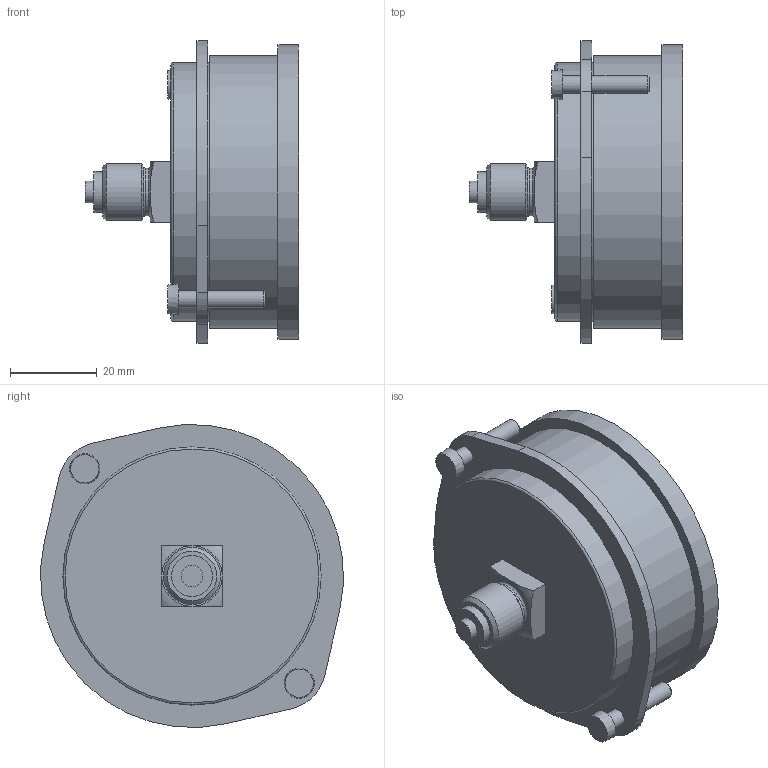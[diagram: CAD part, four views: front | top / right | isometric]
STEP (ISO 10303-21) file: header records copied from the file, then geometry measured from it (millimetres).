
FILE_DESCRIPTION(/* description */ ('STEP AP214'),/* implementation_level */ '2;1');
FILE_NAME(/* name */ '537813_FVAM-63-V1_0-G1_4-EN',/* time_stamp */ '2024-08-28T19:21:28+02:00',/* author */ ('License CC BY-ND 4.0'),/* organization */ ('CADENAS'),/* preprocessor_version */ 'ST-DEVELOPER v19.3',/* originating_system */ 'PARTsolutions',/* authorisation */ ' ');
FILE_SCHEMA (('AUTOMOTIVE_DESIGN {1 0 10303 214 3 1 1}'));
Length unit declared in the file: millimetre
Products named in the file (1): 537813 FVAM-63-V1/0-G1/4-EN
Bounding box: 49.3 x 69.89 x 69.89 mm (x, y, z)
Volume: 96107.7 mm3; surface area: 17091.1 mm2
Topology: 1 solids, 1 shells, 56 faces, 104 edges, 65 vertices
Faces by surface type: plane 25, cylinder 17, torus 8, cone 6
Full cylindrical faces by diameter (mm): 4 x4, 5 x1, 9.5 x1, 11 x1, 13.157 x1, 59.6 x2, 62.5 x1, 63 x1, 68 x1
Entity records: 1324 total; most frequent: DIRECTION 236, CARTESIAN_POINT 235, ORIENTED_EDGE 162, AXIS2_PLACEMENT_3D 106, EDGE_LOOP 94, FACE_BOUND 94, EDGE_CURVE 81, VERTEX_POINT 65
